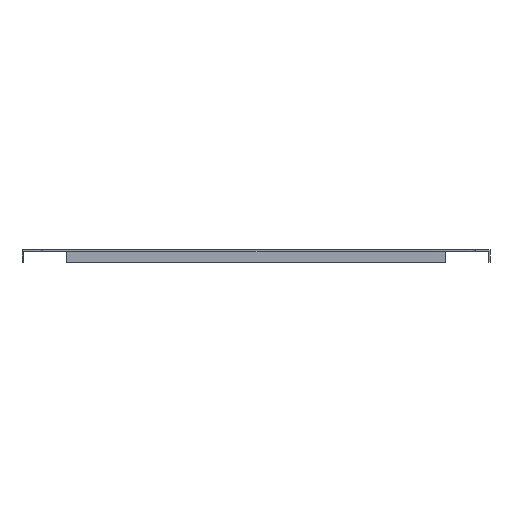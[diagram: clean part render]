
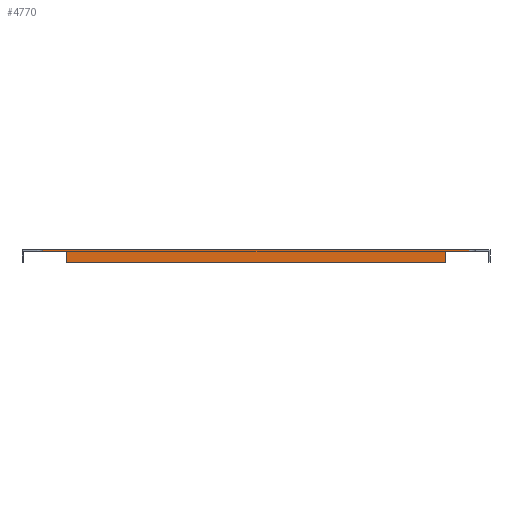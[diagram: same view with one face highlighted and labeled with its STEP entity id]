
A CAD part, front view. The second image highlights one B-rep face of the part: STEP entity #4770.
In plain terms, the highlighted planar face has unit normal (0, -1, 0).
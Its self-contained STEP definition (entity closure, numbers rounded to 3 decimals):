
#44 = FACE_OUTER_BOUND ( 'NONE', #4575, .T. ) ;
#51 = VECTOR ( 'NONE', #1832, 1000. ) ;
#83 = VECTOR ( 'NONE', #2757, 1000. ) ;
#158 = VECTOR ( 'NONE', #2813, 1000. ) ;
#216 = LINE ( 'NONE', #5032, #51 ) ;
#238 = LINE ( 'NONE', #4683, #4619 ) ;
#356 = PLANE ( 'NONE',  #1430 ) ;
#360 = CARTESIAN_POINT ( 'NONE',  ( 105., 15., -20. ) ) ;
#410 = DIRECTION ( 'NONE',  ( 0., -1., 0. ) ) ;
#465 = ORIENTED_EDGE ( 'NONE', *, *, #2094, .F. ) ;
#623 = ORIENTED_EDGE ( 'NONE', *, *, #3598, .T. ) ;
#639 = CARTESIAN_POINT ( 'NONE',  ( 35., 15., 0. ) ) ;
#677 = VERTEX_POINT ( 'NONE', #862 ) ;
#838 = CARTESIAN_POINT ( 'NONE',  ( 68.5, 15., -22.5 ) ) ;
#860 = EDGE_CURVE ( 'NONE', #677, #2391, #216, .T. ) ;
#862 = CARTESIAN_POINT ( 'NONE',  ( 695., 15., -2.5 ) ) ;
#1110 = CARTESIAN_POINT ( 'NONE',  ( 105., 15., -20. ) ) ;
#1253 = VECTOR ( 'NONE', #2711, 1000. ) ;
#1296 = LINE ( 'NONE', #838, #158 ) ;
#1316 = ORIENTED_EDGE ( 'NONE', *, *, #4845, .F. ) ;
#1349 = EDGE_CURVE ( 'NONE', #3538, #677, #238, .T. ) ;
#1430 = AXIS2_PLACEMENT_3D ( 'NONE', #2454, #410, #4912 ) ;
#1493 = LINE ( 'NONE', #3094, #4130 ) ;
#1528 = CARTESIAN_POINT ( 'NONE',  ( 695., 15., -20. ) ) ;
#1557 = DIRECTION ( 'NONE',  ( 0., 0., 1. ) ) ;
#1644 = ORIENTED_EDGE ( 'NONE', *, *, #5124, .T. ) ;
#1763 = CARTESIAN_POINT ( 'NONE',  ( 68.5, 15., 0. ) ) ;
#1832 = DIRECTION ( 'NONE',  ( 1., 0., 0. ) ) ;
#1919 = VERTEX_POINT ( 'NONE', #3143 ) ;
#2078 = CARTESIAN_POINT ( 'NONE',  ( 105., 15., -20. ) ) ;
#2094 = EDGE_CURVE ( 'NONE', #4825, #4612, #3553, .T. ) ;
#2121 = EDGE_CURVE ( 'NONE', #3538, #4825, #2764, .T. ) ;
#2168 = VECTOR ( 'NONE', #1557, 1000. ) ;
#2391 = VERTEX_POINT ( 'NONE', #4991 ) ;
#2454 = CARTESIAN_POINT ( 'NONE',  ( 35., 15., -2.5 ) ) ;
#2560 = ORIENTED_EDGE ( 'NONE', *, *, #2121, .F. ) ;
#2627 = ORIENTED_EDGE ( 'NONE', *, *, #860, .T. ) ;
#2711 = DIRECTION ( 'NONE',  ( -1., 0., 0. ) ) ;
#2757 = DIRECTION ( 'NONE',  ( 1., 0., 0. ) ) ;
#2764 = LINE ( 'NONE', #360, #1253 ) ;
#2813 = DIRECTION ( 'NONE',  ( 0., 0., 1. ) ) ;
#2892 = EDGE_CURVE ( 'NONE', #3500, #3142, #3430, .T. ) ;
#3094 = CARTESIAN_POINT ( 'NONE',  ( 731.5, 15., -22.5 ) ) ;
#3142 = VERTEX_POINT ( 'NONE', #4251 ) ;
#3143 = CARTESIAN_POINT ( 'NONE',  ( 68.5, 15., -2.5 ) ) ;
#3342 = CARTESIAN_POINT ( 'NONE',  ( 105., 15., -2.5 ) ) ;
#3430 = LINE ( 'NONE', #639, #4202 ) ;
#3470 = LINE ( 'NONE', #4347, #83 ) ;
#3500 = VERTEX_POINT ( 'NONE', #1763 ) ;
#3538 = VERTEX_POINT ( 'NONE', #1528 ) ;
#3553 = LINE ( 'NONE', #1110, #2168 ) ;
#3594 = ORIENTED_EDGE ( 'NONE', *, *, #2892, .F. ) ;
#3598 = EDGE_CURVE ( 'NONE', #1919, #4612, #3470, .T. ) ;
#3898 = DIRECTION ( 'NONE',  ( 0., 0., 1. ) ) ;
#4130 = VECTOR ( 'NONE', #4723, 1000. ) ;
#4202 = VECTOR ( 'NONE', #5061, 1000. ) ;
#4251 = CARTESIAN_POINT ( 'NONE',  ( 731.5, 15., 0. ) ) ;
#4347 = CARTESIAN_POINT ( 'NONE',  ( 35., 15., -2.5 ) ) ;
#4522 = ORIENTED_EDGE ( 'NONE', *, *, #1349, .T. ) ;
#4575 = EDGE_LOOP ( 'NONE', ( #1644, #3594, #1316, #623, #465, #2560, #4522, #2627 ) ) ;
#4612 = VERTEX_POINT ( 'NONE', #3342 ) ;
#4619 = VECTOR ( 'NONE', #3898, 1000. ) ;
#4683 = CARTESIAN_POINT ( 'NONE',  ( 695., 15., -20. ) ) ;
#4723 = DIRECTION ( 'NONE',  ( 0., 0., 1. ) ) ;
#4770 = ADVANCED_FACE ( 'NONE', ( #44 ), #356, .T. ) ;
#4825 = VERTEX_POINT ( 'NONE', #2078 ) ;
#4845 = EDGE_CURVE ( 'NONE', #1919, #3500, #1296, .T. ) ;
#4912 = DIRECTION ( 'NONE',  ( 0., 0., -1. ) ) ;
#4991 = CARTESIAN_POINT ( 'NONE',  ( 731.5, 15., -2.5 ) ) ;
#5032 = CARTESIAN_POINT ( 'NONE',  ( 35., 15., -2.5 ) ) ;
#5061 = DIRECTION ( 'NONE',  ( 1., 0., 0. ) ) ;
#5124 = EDGE_CURVE ( 'NONE', #2391, #3142, #1493, .T. ) ;
